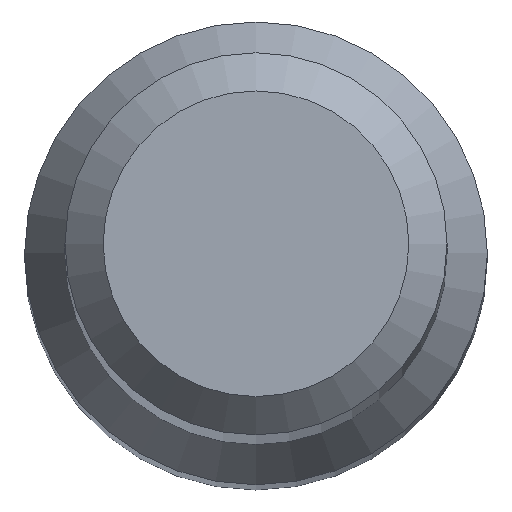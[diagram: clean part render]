
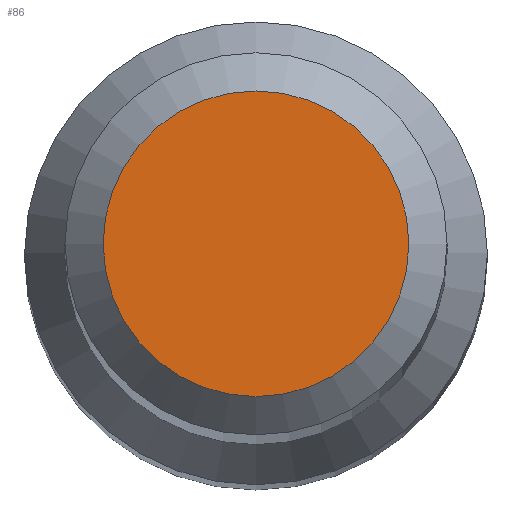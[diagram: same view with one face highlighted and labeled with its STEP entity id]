
A CAD part, top view. The second image highlights one B-rep face of the part: STEP entity #86.
In plain terms, the highlighted planar face has unit normal (0, 0, 1).
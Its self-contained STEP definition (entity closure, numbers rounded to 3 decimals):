
#7 = DIRECTION ( 'NONE',  ( 0., 1., 0. ) ) ;
#9 = CIRCLE ( 'NONE', #12, 1. ) ;
#12 = AXIS2_PLACEMENT_3D ( 'NONE', #170, #109, #68 ) ;
#16 = CARTESIAN_POINT ( 'NONE',  ( 0., 1., 56. ) ) ;
#29 = FACE_OUTER_BOUND ( 'NONE', #101, .T. ) ;
#54 = DIRECTION ( 'NONE',  ( 0., 0., -1. ) ) ;
#68 = DIRECTION ( 'NONE',  ( 0., 1., 0. ) ) ;
#72 = PLANE ( 'NONE',  #131 ) ;
#86 = ADVANCED_FACE ( 'NONE', ( #29 ), #72, .F. ) ;
#89 = ORIENTED_EDGE ( 'NONE', *, *, #243, .F. ) ;
#101 = EDGE_LOOP ( 'NONE', ( #89 ) ) ;
#109 = DIRECTION ( 'NONE',  ( 0., 0., -1. ) ) ;
#131 = AXIS2_PLACEMENT_3D ( 'NONE', #194, #54, #7 ) ;
#170 = CARTESIAN_POINT ( 'NONE',  ( 0., 0., 56. ) ) ;
#188 = VERTEX_POINT ( 'NONE', #16 ) ;
#194 = CARTESIAN_POINT ( 'NONE',  ( 0., 0., 56. ) ) ;
#243 = EDGE_CURVE ( 'NONE', #188, #188, #9, .T. ) ;
